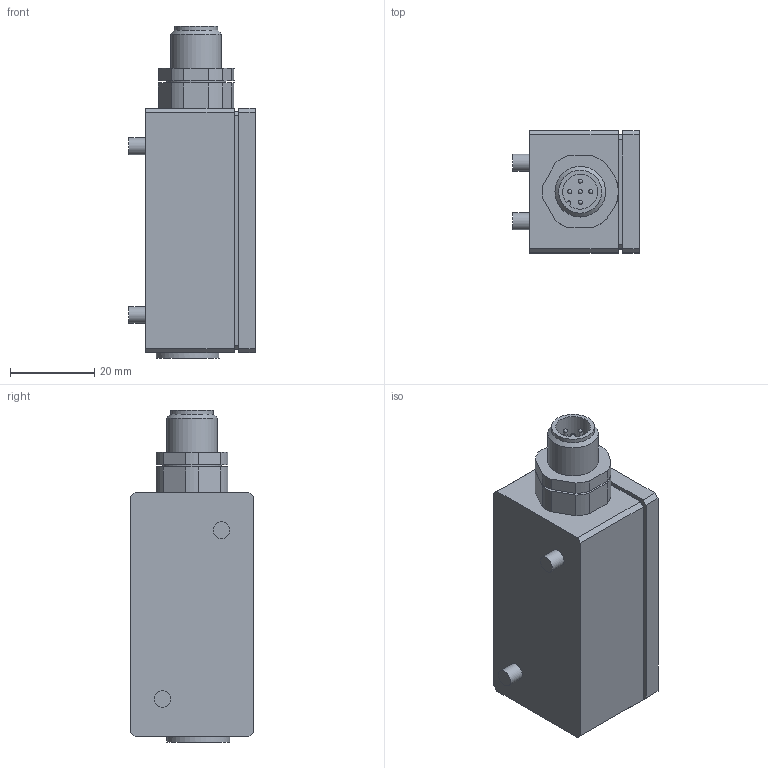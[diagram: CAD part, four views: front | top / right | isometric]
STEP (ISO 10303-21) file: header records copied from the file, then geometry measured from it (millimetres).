
FILE_DESCRIPTION( ( 'Unknown' ), '1' );
FILE_NAME( 'DABx_AD2T_FB.stp', 'Unknown', ( 'Unknown' ), ( 'Unknown' ), 'XStep 1.0', 'Unknown', ' ' );
FILE_SCHEMA( ( 'automotive_design' ) );
Length unit declared in the file: millimetre
Products named in the file (1): 160273
Bounding box: 30 x 29 x 78.7 mm (x, y, z)
Volume: 46678.4 mm3; surface area: 9854 mm2
Topology: 1 solids, 1 shells, 178 faces, 468 edges, 312 vertices
Faces by surface type: cylinder 83, plane 81, cone 9, sphere 5
Full cylindrical faces by diameter (mm): 1 x9, 4 x2, 4.7 x4, 9 x1, 10.2 x1, 12 x1, 14 x1, 15 x1
Entity records: 6663 total; most frequent: DIRECTION 931, CARTESIAN_POINT 858, ORIENTED_EDGE 796, EDGE_CURVE 398, AXIS2_PLACEMENT_3D 354, VERTEX_POINT 281, EDGE_LOOP 237, LINE 223
